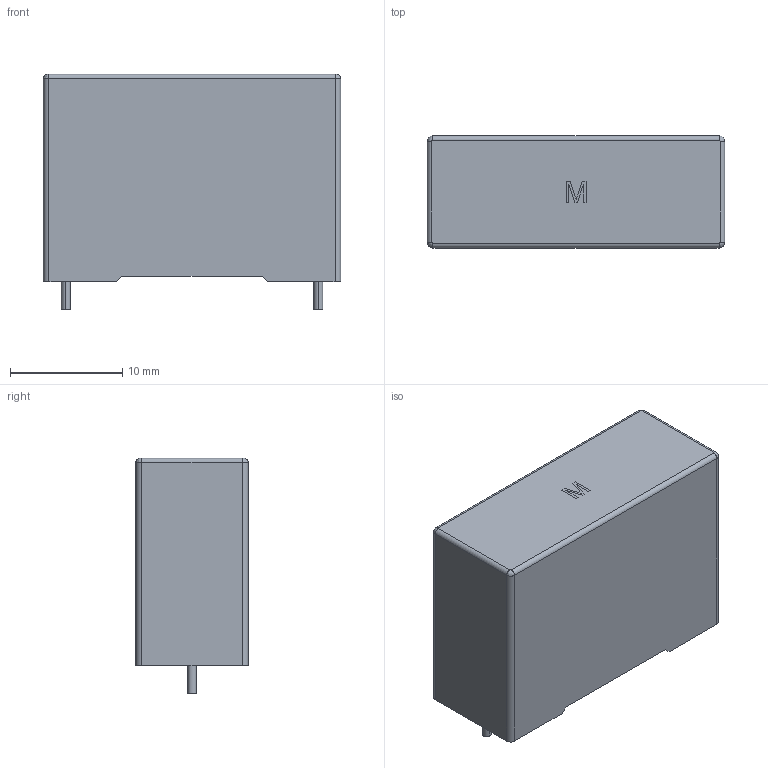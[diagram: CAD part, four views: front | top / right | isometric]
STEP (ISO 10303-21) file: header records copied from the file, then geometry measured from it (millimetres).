
FILE_DESCRIPTION (( 'STEP AP214' ), '1' );
FILE_NAME ('3049C2A4-BF1C-43DA-BE79-D68841EC38E6.STEP', '2024-07-15T08:29:19', ( '' ), ( '' ), 'SwSTEP 2.0', 'SolidWorks 2022', '' );
FILE_SCHEMA (( 'AUTOMOTIVE_DESIGN' ));
Length unit declared in the file: millimetre
Products named in the file (1): 3049C2A4-BF1C-43DA-BE79-D68841EC38E6
Bounding box: 26.5 x 10 x 21 mm (x, y, z)
Volume: 4666.4 mm3; surface area: 1899.4 mm2
Topology: 1 solids, 1 shells, 68 faces, 171 edges, 104 vertices
Faces by surface type: plane 34, cylinder 20, bspline 14
Entity records: 2594 total; most frequent: CARTESIAN_POINT 616, ORIENTED_EDGE 334, DIRECTION 313, EDGE_CURVE 167, LINE 107, VECTOR 107, VERTEX_POINT 104, AXIS2_PLACEMENT_3D 103
